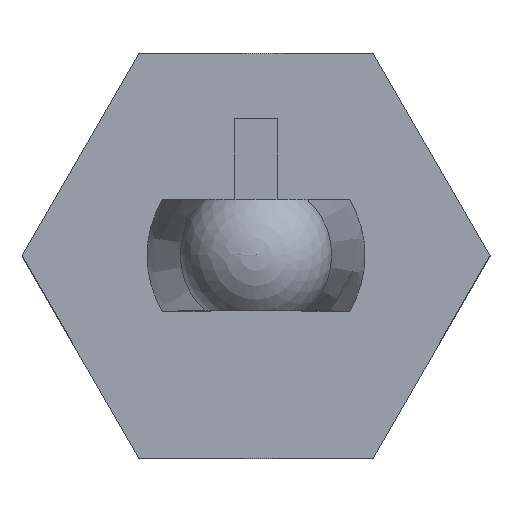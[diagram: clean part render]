
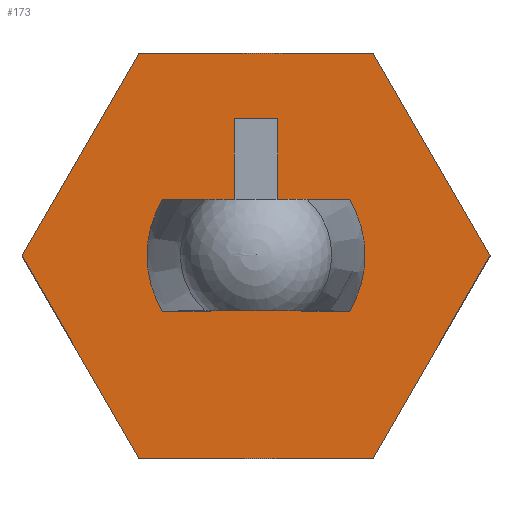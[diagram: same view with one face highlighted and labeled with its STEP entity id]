
A CAD part, top view. The second image highlights one B-rep face of the part: STEP entity #173.
In plain terms, the highlighted planar face has unit normal (0, 0, 1).
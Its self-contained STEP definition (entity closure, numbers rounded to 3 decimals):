
#173 = ADVANCED_FACE( '', ( #358, #359, #360 ), #361, .F. );
#358 = FACE_BOUND( '', #554, .T. );
#359 = FACE_BOUND( '', #555, .T. );
#360 = FACE_OUTER_BOUND( '', #556, .T. );
#361 = PLANE( '', #557 );
#554 = EDGE_LOOP( '', ( #1008, #1009, #1010, #1011 ) );
#555 = EDGE_LOOP( '', ( #1012, #1013, #1014, #1015 ) );
#556 = EDGE_LOOP( '', ( #1016, #1017, #1018, #1019, #1020, #1021 ) );
#557 = AXIS2_PLACEMENT_3D( '', #1022, #1023, #1024 );
#1008 = ORIENTED_EDGE( '', *, *, #1355, .T. );
#1009 = ORIENTED_EDGE( '', *, *, #1309, .T. );
#1010 = ORIENTED_EDGE( '', *, *, #1251, .T. );
#1011 = ORIENTED_EDGE( '', *, *, #1298, .T. );
#1012 = ORIENTED_EDGE( '', *, *, #1168, .T. );
#1013 = ORIENTED_EDGE( '', *, *, #1246, .T. );
#1014 = ORIENTED_EDGE( '', *, *, #1275, .F. );
#1015 = ORIENTED_EDGE( '', *, *, #1356, .T. );
#1016 = ORIENTED_EDGE( '', *, *, #1353, .F. );
#1017 = ORIENTED_EDGE( '', *, *, #1357, .F. );
#1018 = ORIENTED_EDGE( '', *, *, #1239, .F. );
#1019 = ORIENTED_EDGE( '', *, *, #1291, .F. );
#1020 = ORIENTED_EDGE( '', *, *, #1307, .F. );
#1021 = ORIENTED_EDGE( '', *, *, #1328, .F. );
#1022 = CARTESIAN_POINT( '', ( 0., 0., 6.4 ) );
#1023 = DIRECTION( '', ( 0., 0., -1. ) );
#1024 = DIRECTION( '', ( -1., 0., 0. ) );
#1168 = EDGE_CURVE( '', #1389, #1387, #1390, .T. );
#1239 = EDGE_CURVE( '', #1509, #1511, #1512, .T. );
#1246 = EDGE_CURVE( '', #1387, #1522, #1524, .T. );
#1251 = EDGE_CURVE( '', #1533, #1531, #1534, .T. );
#1275 = EDGE_CURVE( '', #1566, #1522, #1568, .T. );
#1291 = EDGE_CURVE( '', #1587, #1509, #1589, .T. );
#1298 = EDGE_CURVE( '', #1531, #1597, #1598, .T. );
#1307 = EDGE_CURVE( '', #1609, #1587, #1611, .T. );
#1309 = EDGE_CURVE( '', #1613, #1533, #1614, .T. );
#1328 = EDGE_CURVE( '', #1637, #1609, #1639, .T. );
#1353 = EDGE_CURVE( '', #1667, #1637, #1669, .T. );
#1355 = EDGE_CURVE( '', #1597, #1613, #1671, .T. );
#1356 = EDGE_CURVE( '', #1566, #1389, #1672, .T. );
#1357 = EDGE_CURVE( '', #1511, #1667, #1673, .T. );
#1387 = VERTEX_POINT( '', #1701 );
#1389 = VERTEX_POINT( '', #1709 );
#1390 = CIRCLE( '', #1710, 2. );
#1509 = VERTEX_POINT( '', #1882 );
#1511 = VERTEX_POINT( '', #1885 );
#1512 = LINE( '', #1886, #1887 );
#1522 = VERTEX_POINT( '', #1901 );
#1524 = LINE( '', #1904, #1905 );
#1531 = VERTEX_POINT( '', #1922 );
#1533 = VERTEX_POINT( '', #1933 );
#1534 = LINE( '', #1934, #1935 );
#1566 = VERTEX_POINT( '', #1987 );
#1568 = LINE( '', #1990, #1991 );
#1587 = VERTEX_POINT( '', #2020 );
#1589 = LINE( '', #2023, #2024 );
#1597 = VERTEX_POINT( '', #2034 );
#1598 = CIRCLE( '', #2035, 2. );
#1609 = VERTEX_POINT( '', #2054 );
#1611 = LINE( '', #2057, #2058 );
#1613 = VERTEX_POINT( '', #2060 );
#1614 = LINE( '', #2061, #2062 );
#1637 = VERTEX_POINT( '', #2097 );
#1639 = LINE( '', #2100, #2101 );
#1667 = VERTEX_POINT( '', #2146 );
#1669 = LINE( '', #2149, #2150 );
#1671 = LINE( '', #2152, #2153 );
#1672 = LINE( '', #2154, #2155 );
#1673 = LINE( '', #2156, #2157 );
#1701 = CARTESIAN_POINT( '', ( -1.67, 1.1, 6.4 ) );
#1709 = CARTESIAN_POINT( '', ( -1.67, -1.1, 6.4 ) );
#1710 = AXIS2_PLACEMENT_3D( '', #2189, #2190, #2191 );
#1882 = CARTESIAN_POINT( '', ( -2.309, 4., 6.4 ) );
#1885 = CARTESIAN_POINT( '', ( 2.309, 4., 6.4 ) );
#1886 = CARTESIAN_POINT( '', ( -2.309, 4., 6.4 ) );
#1887 = VECTOR( '', #2270, 1000. );
#1901 = CARTESIAN_POINT( '', ( -1., 1.1, 6.4 ) );
#1904 = CARTESIAN_POINT( '', ( -2.15, 1.1, 6.4 ) );
#1905 = VECTOR( '', #2276, 1000. );
#1922 = CARTESIAN_POINT( '', ( 1.67, 1.1, 6.4 ) );
#1933 = CARTESIAN_POINT( '', ( 1., 1.1, 6.4 ) );
#1934 = CARTESIAN_POINT( '', ( -2.15, 1.1, 6.4 ) );
#1935 = VECTOR( '', #2280, 1000. );
#1987 = CARTESIAN_POINT( '', ( -1., -1.1, 6.4 ) );
#1990 = CARTESIAN_POINT( '', ( -1., -1.1, 6.4 ) );
#1991 = VECTOR( '', #2300, 1000. );
#2020 = CARTESIAN_POINT( '', ( -4.619, 0., 6.4 ) );
#2023 = CARTESIAN_POINT( '', ( -2.309, 4., 6.4 ) );
#2024 = VECTOR( '', #2312, 1000. );
#2034 = CARTESIAN_POINT( '', ( 1.67, -1.1, 6.4 ) );
#2035 = AXIS2_PLACEMENT_3D( '', #2318, #2319, #2320 );
#2054 = CARTESIAN_POINT( '', ( -2.309, -4., 6.4 ) );
#2057 = CARTESIAN_POINT( '', ( -4.619, 0., 6.4 ) );
#2058 = VECTOR( '', #2330, 1000. );
#2060 = CARTESIAN_POINT( '', ( 1., -1.1, 6.4 ) );
#2061 = CARTESIAN_POINT( '', ( 1., -1.1, 6.4 ) );
#2062 = VECTOR( '', #2331, 1000. );
#2097 = CARTESIAN_POINT( '', ( 2.309, -4., 6.4 ) );
#2100 = CARTESIAN_POINT( '', ( 2.309, -4., 6.4 ) );
#2101 = VECTOR( '', #2345, 1000. );
#2146 = CARTESIAN_POINT( '', ( 4.619, 0., 6.4 ) );
#2149 = CARTESIAN_POINT( '', ( 4.619, 0., 6.4 ) );
#2150 = VECTOR( '', #2362, 1000. );
#2152 = CARTESIAN_POINT( '', ( 2.15, -1.1, 6.4 ) );
#2153 = VECTOR( '', #2363, 1000. );
#2154 = CARTESIAN_POINT( '', ( 2.15, -1.1, 6.4 ) );
#2155 = VECTOR( '', #2364, 1000. );
#2156 = CARTESIAN_POINT( '', ( 2.309, 4., 6.4 ) );
#2157 = VECTOR( '', #2365, 1000. );
#2189 = CARTESIAN_POINT( '', ( 0., 0., 6.4 ) );
#2190 = DIRECTION( '', ( 0., 0., -1. ) );
#2191 = DIRECTION( '', ( -1., 0., 0. ) );
#2270 = DIRECTION( '', ( 1., 0., 0. ) );
#2276 = DIRECTION( '', ( 1., 0., 0. ) );
#2280 = DIRECTION( '', ( 1., 0., 0. ) );
#2300 = DIRECTION( '', ( 0., 1., 0. ) );
#2312 = DIRECTION( '', ( 0.5, 0.866, 0. ) );
#2318 = CARTESIAN_POINT( '', ( 0., 0., 6.4 ) );
#2319 = DIRECTION( '', ( 0., 0., -1. ) );
#2320 = DIRECTION( '', ( -1., 0., 0. ) );
#2330 = DIRECTION( '', ( -0.5, 0.866, 0. ) );
#2331 = DIRECTION( '', ( 0., 1., 0. ) );
#2345 = DIRECTION( '', ( -1., 0., 0. ) );
#2362 = DIRECTION( '', ( -0.5, -0.866, 0. ) );
#2363 = DIRECTION( '', ( -1., 0., 0. ) );
#2364 = DIRECTION( '', ( -1., 0., 0. ) );
#2365 = DIRECTION( '', ( 0.5, -0.866, 0. ) );
